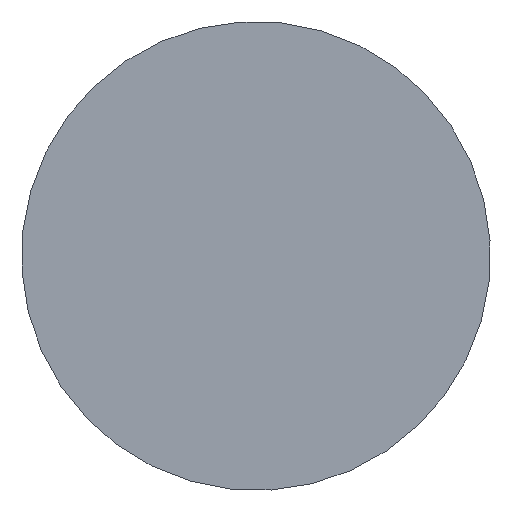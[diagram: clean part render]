
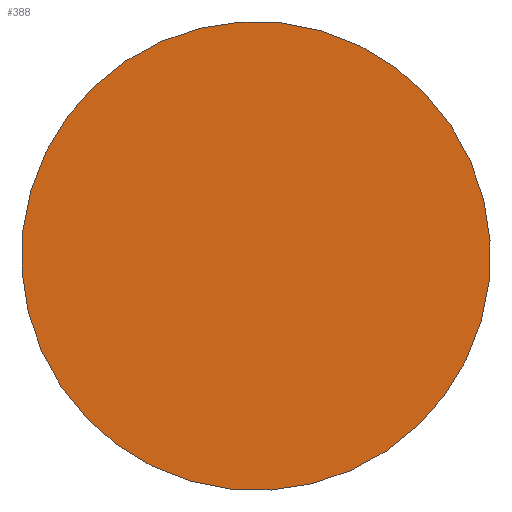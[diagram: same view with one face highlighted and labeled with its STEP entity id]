
A CAD part, front view. The second image highlights one B-rep face of the part: STEP entity #388.
In plain terms, the highlighted planar face has unit normal (0, -1, 0).
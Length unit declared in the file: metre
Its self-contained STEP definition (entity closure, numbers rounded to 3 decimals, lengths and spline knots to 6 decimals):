
#26=PLANE('',#463);
#54=FACE_OUTER_BOUND('',#79,.T.);
#79=EDGE_LOOP('',(#334,#335));
#145=CIRCLE('',#456,0.035);
#146=CIRCLE('',#457,0.035);
#180=VERTEX_POINT('',#687);
#181=VERTEX_POINT('',#688);
#229=EDGE_CURVE('',#180,#181,#145,.T.);
#230=EDGE_CURVE('',#181,#180,#146,.T.);
#334=ORIENTED_EDGE('',*,*,#229,.T.);
#335=ORIENTED_EDGE('',*,*,#230,.T.);
#388=ADVANCED_FACE('',(#54),#26,.T.);
#456=AXIS2_PLACEMENT_3D('',#689,#575,#576);
#457=AXIS2_PLACEMENT_3D('',#690,#577,#578);
#463=AXIS2_PLACEMENT_3D('',#702,#591,#592);
#575=DIRECTION('center_axis',(0.,-1.,0.));
#576=DIRECTION('ref_axis',(0.972,0.,0.237));
#577=DIRECTION('center_axis',(0.,-1.,0.));
#578=DIRECTION('ref_axis',(0.972,0.,0.237));
#591=DIRECTION('center_axis',(0.,-1.,0.));
#592=DIRECTION('ref_axis',(0.237,0.,-0.972));
#687=CARTESIAN_POINT('',(0.034004,-0.00895,0.008288));
#688=CARTESIAN_POINT('',(-0.034004,-0.00895,-0.008288));
#689=CARTESIAN_POINT('Origin',(0.,-0.00895,
0.));
#690=CARTESIAN_POINT('Origin',(0.,-0.00895,
0.));
#702=CARTESIAN_POINT('Origin',(0.,-0.00895,
0.));
